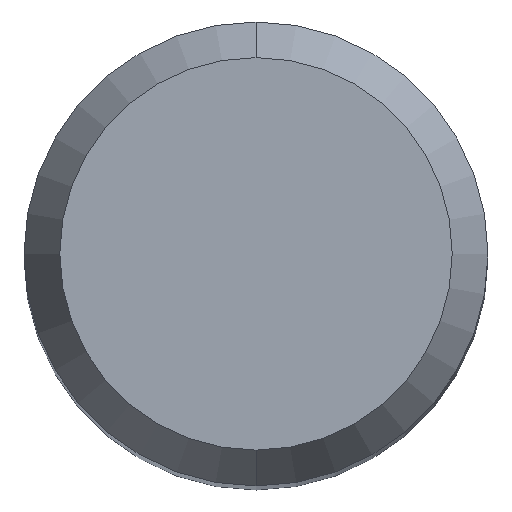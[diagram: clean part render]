
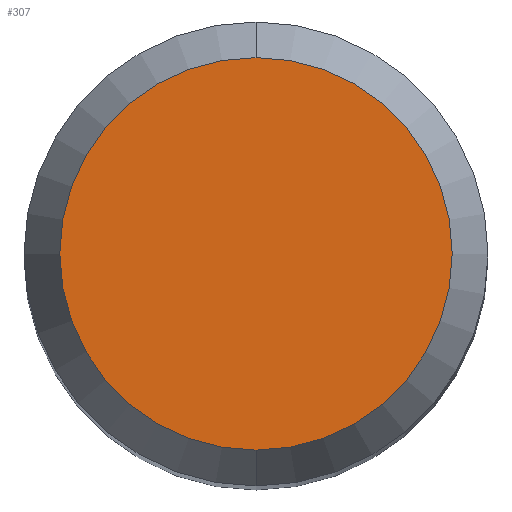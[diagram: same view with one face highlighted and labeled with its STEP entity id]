
A CAD part, top view. The second image highlights one B-rep face of the part: STEP entity #307.
In plain terms, the highlighted planar face has unit normal (0, 0, 1).
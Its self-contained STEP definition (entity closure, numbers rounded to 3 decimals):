
#167=VERTEX_POINT('',#442);
#307=ADVANCED_FACE('',(#594),#595,.T.);
#367=EDGE_CURVE('',#387,#167,#661,.T.);
#371=EDGE_CURVE('',#167,#387,#666,.T.);
#387=VERTEX_POINT('',#685);
#442=CARTESIAN_POINT('',(0.,-2.538,29.835));
#594=FACE_OUTER_BOUND('',#1153,.T.);
#595=PLANE('',#1154);
#661=CIRCLE('',#1270,2.538);
#666=CIRCLE('',#1276,2.538);
#685=CARTESIAN_POINT('',(0.0,2.538,29.835));
#1153=EDGE_LOOP('',(#1483,#1484));
#1154=AXIS2_PLACEMENT_3D('',#1485,#1486,#1487);
#1270=AXIS2_PLACEMENT_3D('',#1565,#1566,#1567);
#1276=AXIS2_PLACEMENT_3D('',#1576,#1577,#1578);
#1483=ORIENTED_EDGE('',*,*,#367,.F.);
#1484=ORIENTED_EDGE('',*,*,#371,.F.);
#1485=CARTESIAN_POINT('',(0.0,1.269,29.835));
#1486=DIRECTION('',(-0.0,0.0,1.0));
#1487=DIRECTION('',(0.0,-1.0,0.0));
#1565=CARTESIAN_POINT('',(0.0,0.0,29.835));
#1566=DIRECTION('',(0.0,0.0,-1.0));
#1567=DIRECTION('',(0.0,1.0,0.0));
#1576=CARTESIAN_POINT('',(0.0,0.0,29.835));
#1577=DIRECTION('',(0.0,0.0,-1.0));
#1578=DIRECTION('',(0.0,1.0,0.0));
